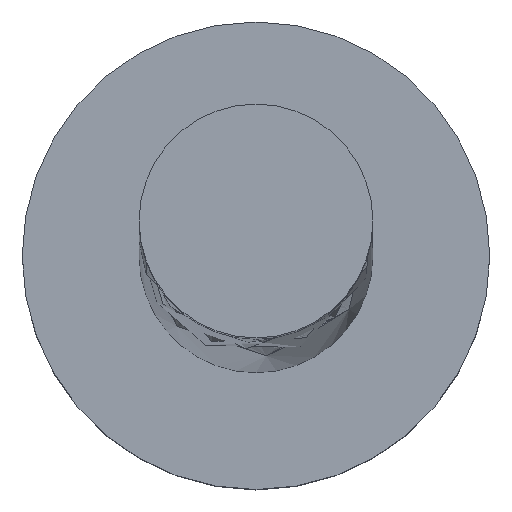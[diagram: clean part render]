
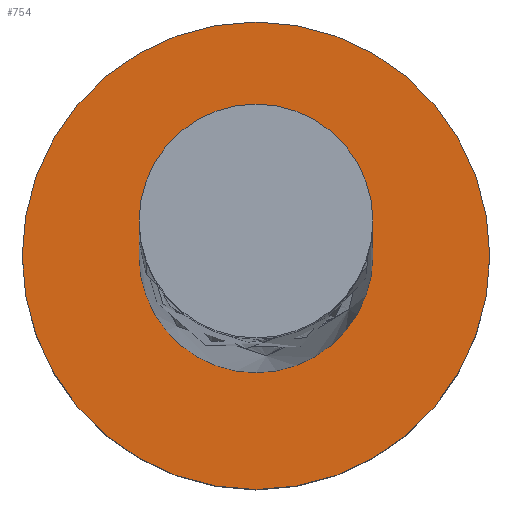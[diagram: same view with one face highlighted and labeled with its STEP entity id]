
A CAD part, top view. The second image highlights one B-rep face of the part: STEP entity #754.
In plain terms, the highlighted planar face has unit normal (0, 0, 1).
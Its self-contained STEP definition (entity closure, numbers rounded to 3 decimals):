
#3 = VERTEX_POINT ( 'NONE', #1237 ) ;
#70 = CARTESIAN_POINT ( 'NONE',  ( 0., 0., 2. ) ) ;
#126 = EDGE_LOOP ( 'NONE', ( #1516, #638 ) ) ;
#253 = EDGE_CURVE ( 'NONE', #872, #3, #1620, .T. ) ;
#334 = EDGE_CURVE ( 'NONE', #1034, #988, #440, .T. ) ;
#353 = AXIS2_PLACEMENT_3D ( 'NONE', #70, #742, #627 ) ;
#362 = DIRECTION ( 'NONE',  ( 0., 0., 1. ) ) ;
#368 = DIRECTION ( 'NONE',  ( 1., 0., 0. ) ) ;
#386 = EDGE_CURVE ( 'NONE', #3, #872, #887, .T. ) ;
#406 = AXIS2_PLACEMENT_3D ( 'NONE', #1560, #808, #1313 ) ;
#440 = CIRCLE ( 'NONE', #838, 2. ) ;
#460 = EDGE_CURVE ( 'NONE', #988, #1034, #1622, .T. ) ;
#603 = CARTESIAN_POINT ( 'NONE',  ( 0., 0., 2. ) ) ;
#627 = DIRECTION ( 'NONE',  ( 1., 0., 0. ) ) ;
#638 = ORIENTED_EDGE ( 'NONE', *, *, #386, .F. ) ;
#648 = ORIENTED_EDGE ( 'NONE', *, *, #460, .T. ) ;
#662 = CARTESIAN_POINT ( 'NONE',  ( 0., 0., 2. ) ) ;
#742 = DIRECTION ( 'NONE',  ( 0., 0., 1. ) ) ;
#754 = ADVANCED_FACE ( 'NONE', ( #1258, #1360 ), #763, .T. ) ;
#756 = DIRECTION ( 'NONE',  ( 0., 0., 1. ) ) ;
#763 = PLANE ( 'NONE',  #1160 ) ;
#805 = CARTESIAN_POINT ( 'NONE',  ( 2., 0., 2. ) ) ;
#808 = DIRECTION ( 'NONE',  ( 0., 0., 1. ) ) ;
#838 = AXIS2_PLACEMENT_3D ( 'NONE', #1575, #362, #1340 ) ;
#872 = VERTEX_POINT ( 'NONE', #1496 ) ;
#887 = CIRCLE ( 'NONE', #1549, 1. ) ;
#926 = EDGE_LOOP ( 'NONE', ( #648, #1054 ) ) ;
#988 = VERTEX_POINT ( 'NONE', #1535 ) ;
#1034 = VERTEX_POINT ( 'NONE', #805 ) ;
#1054 = ORIENTED_EDGE ( 'NONE', *, *, #334, .T. ) ;
#1160 = AXIS2_PLACEMENT_3D ( 'NONE', #662, #756, #368 ) ;
#1237 = CARTESIAN_POINT ( 'NONE',  ( 1., 0., 2. ) ) ;
#1258 = FACE_BOUND ( 'NONE', #126, .T. ) ;
#1313 = DIRECTION ( 'NONE',  ( 1., 0., 0. ) ) ;
#1340 = DIRECTION ( 'NONE',  ( 1., 0., 0. ) ) ;
#1360 = FACE_OUTER_BOUND ( 'NONE', #926, .T. ) ;
#1452 = DIRECTION ( 'NONE',  ( 1., 0., 0. ) ) ;
#1460 = DIRECTION ( 'NONE',  ( 0., 0., 1. ) ) ;
#1496 = CARTESIAN_POINT ( 'NONE',  ( -1., 0., 2. ) ) ;
#1516 = ORIENTED_EDGE ( 'NONE', *, *, #253, .F. ) ;
#1535 = CARTESIAN_POINT ( 'NONE',  ( -2., 0., 2. ) ) ;
#1549 = AXIS2_PLACEMENT_3D ( 'NONE', #603, #1460, #1452 ) ;
#1560 = CARTESIAN_POINT ( 'NONE',  ( 0., 0., 2. ) ) ;
#1575 = CARTESIAN_POINT ( 'NONE',  ( 0., 0., 2. ) ) ;
#1620 = CIRCLE ( 'NONE', #406, 1. ) ;
#1622 = CIRCLE ( 'NONE', #353, 2. ) ;
